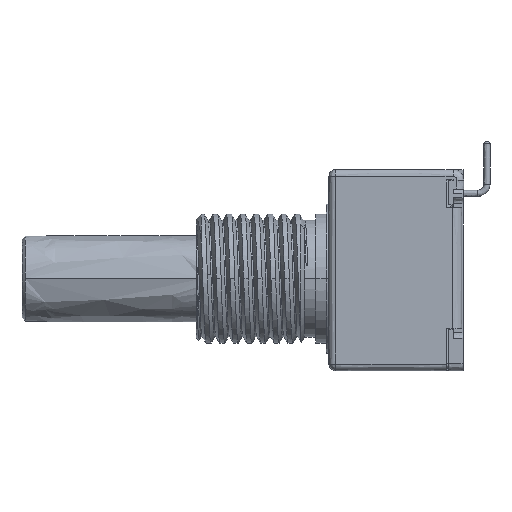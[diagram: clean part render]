
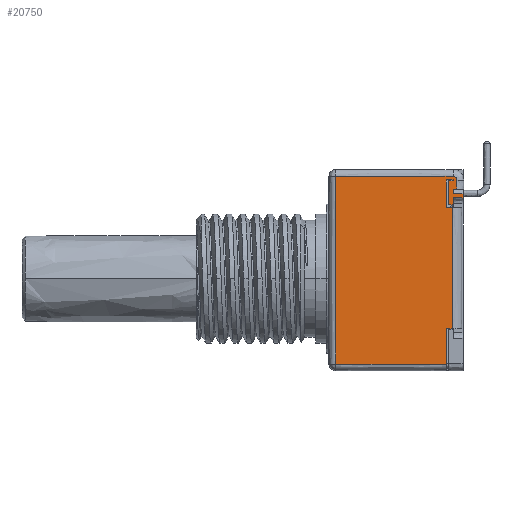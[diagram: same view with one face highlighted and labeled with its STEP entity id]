
A CAD part, left-side view. The second image highlights one B-rep face of the part: STEP entity #20750.
In plain terms, the highlighted free-form (B-spline) face has degree [1, 1] with [2, 2] control points.
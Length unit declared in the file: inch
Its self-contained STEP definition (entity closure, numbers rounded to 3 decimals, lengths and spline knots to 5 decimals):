
#939=DIRECTION('',(0.,0.,1.));
#940=VECTOR('',#939,0.012);
#941=CARTESIAN_POINT('',(-0.2805,-0.006,0.233));
#942=LINE('',#941,#940);
#6150=DIRECTION('',(0.,1.,0.));
#6151=VECTOR('',#6150,0.01031);
#6152=CARTESIAN_POINT('',(-0.2805,0.01169,0.2585));
#6153=LINE('',#6152,#6151);
#6157=DIRECTION('',(0.,0.,1.));
#6158=VECTOR('',#6157,0.0135);
#6159=CARTESIAN_POINT('',(-0.2805,0.022,0.245));
#6160=LINE('',#6159,#6158);
#6164=DIRECTION('',(0.,1.,0.));
#6165=VECTOR('',#6164,0.028);
#6166=CARTESIAN_POINT('',(-0.2805,-0.006,0.245));
#6167=LINE('',#6166,#6165);
#6171=DIRECTION('',(0.,1.,0.));
#6172=VECTOR('',#6171,0.028);
#6173=CARTESIAN_POINT('',(-0.2805,-0.006,0.233));
#6174=LINE('',#6173,#6172);
#6178=DIRECTION('',(0.,0.,1.));
#6179=VECTOR('',#6178,0.02);
#6180=CARTESIAN_POINT('',(-0.2805,0.022,0.213));
#6181=LINE('',#6180,#6179);
#6185=DIRECTION('',(0.,-1.,0.));
#6186=VECTOR('',#6185,0.014);
#6187=CARTESIAN_POINT('',(-0.2805,0.036,0.213));
#6188=LINE('',#6187,#6186);
#6192=DIRECTION('',(0.,0.,1.));
#6193=VECTOR('',#6192,0.07);
#6194=CARTESIAN_POINT('',(-0.2805,0.036,0.213));
#6195=LINE('',#6194,#6193);
#6199=DIRECTION('',(0.,-1.,0.));
#6200=VECTOR('',#6199,0.014);
#6201=CARTESIAN_POINT('',(-0.2805,0.036,0.283));
#6202=LINE('',#6201,#6200);
#6206=DIRECTION('',(0.,0.,1.));
#6207=VECTOR('',#6206,0.001);
#6208=CARTESIAN_POINT('',(-0.2805,0.022,0.283));
#6209=LINE('',#6208,#6207);
#6213=CARTESIAN_POINT('',(-0.2805,0.023,0.284));
#6214=DIRECTION('',(-1.,0.,0.));
#6215=DIRECTION('',(0.,-1.,0.));
#6216=AXIS2_PLACEMENT_3D('',#6213,#6214,#6215);
#6221=DIRECTION('',(0.,1.,0.));
#6222=VECTOR('',#6221,0.019);
#6223=CARTESIAN_POINT('',(-0.2805,0.023,0.285));
#6224=LINE('',#6223,#6222);
#6228=DIRECTION('',(0.,0.,1.));
#6229=VECTOR('',#6228,0.08);
#6230=CARTESIAN_POINT('',(-0.2805,0.042,0.205));
#6231=LINE('',#6230,#6229);
#6235=DIRECTION('',(0.,0.,1.));
#6236=VECTOR('',#6235,0.10131);
#6237=CARTESIAN_POINT('',(-0.2805,0.042,-0.24631));
#6238=LINE('',#6237,#6236);
#6242=CARTESIAN_POINT('',(-0.2805,0.023,0.284));
#6243=DIRECTION('',(1.,0.,0.));
#6244=DIRECTION('',(0.,0.,1.));
#6245=AXIS2_PLACEMENT_3D('',#6242,#6243,#6244);
#6250=DIRECTION('',(0.,0.,-1.));
#6251=VECTOR('',#6250,0.0255);
#6252=CARTESIAN_POINT('',(-0.2805,0.01169,0.284));
#6253=LINE('',#6252,#6251);
#6330=DIRECTION('',(0.,-1.,0.));
#6331=VECTOR('',#6330,0.017);
#6332=CARTESIAN_POINT('',(-0.2805,0.042,-0.145));
#6333=LINE('',#6332,#6331);
#6405=DIRECTION('',(0.,-1.,0.));
#6406=VECTOR('',#6405,0.017);
#6407=CARTESIAN_POINT('',(-0.2805,0.042,0.205));
#6408=LINE('',#6407,#6406);
#6469=DIRECTION('',(0.,0.,1.));
#6470=VECTOR('',#6469,0.35);
#6471=CARTESIAN_POINT('',(-0.2805,0.025,-0.145));
#6472=LINE('',#6471,#6470);
#7038=DIRECTION('',(0.,1.,0.));
#7039=VECTOR('',#7038,0.33831);
#7040=CARTESIAN_POINT('',(-0.2805,0.023,0.29531));
#7041=LINE('',#7040,#7039);
#7084=DIRECTION('',(0.,0.,1.));
#7085=VECTOR('',#7084,0.54163);
#7086=CARTESIAN_POINT('',(-0.2805,0.36131,-0.24631));
#7087=LINE('',#7086,#7085);
#7160=DIRECTION('',(0.,-1.,0.));
#7161=VECTOR('',#7160,0.31931);
#7162=CARTESIAN_POINT('',(-0.2805,0.36131,-0.24631));
#7163=LINE('',#7162,#7161);
#12111=CARTESIAN_POINT('',(-0.2805,0.36131,-0.24631));
#12112=CARTESIAN_POINT('',(-0.2805,0.36131,0.29531));
#12113=VERTEX_POINT('',#12111);
#12114=VERTEX_POINT('',#12112);
#12161=CARTESIAN_POINT('',(-0.2805,0.042,-0.24631));
#12163=VERTEX_POINT('',#12161);
#12213=CARTESIAN_POINT('',(-0.2805,0.025,-0.145));
#12215=VERTEX_POINT('',#12213);
#12219=CARTESIAN_POINT('',(-0.2805,0.025,0.205));
#12221=VERTEX_POINT('',#12219);
#12229=CARTESIAN_POINT('',(-0.2805,0.042,-0.145));
#12230=VERTEX_POINT('',#12229);
#12233=CARTESIAN_POINT('',(-0.2805,0.042,0.205));
#12234=VERTEX_POINT('',#12233);
#12293=CARTESIAN_POINT('',(-0.2805,0.022,0.284));
#12294=CARTESIAN_POINT('',(-0.2805,0.023,0.285));
#12295=VERTEX_POINT('',#12293);
#12296=VERTEX_POINT('',#12294);
#12307=CARTESIAN_POINT('',(-0.2805,0.01169,0.2585));
#12308=VERTEX_POINT('',#12307);
#12309=CARTESIAN_POINT('',(-0.2805,0.023,0.29531));
#12310=VERTEX_POINT('',#12309);
#12311=CARTESIAN_POINT('',(-0.2805,0.01169,0.284));
#12312=VERTEX_POINT('',#12311);
#12373=CARTESIAN_POINT('',(-0.2805,0.042,0.285));
#12374=VERTEX_POINT('',#12373);
#12873=CARTESIAN_POINT('',(-0.2805,-0.006,0.233));
#12874=CARTESIAN_POINT('',(-0.2805,0.022,0.233));
#12875=VERTEX_POINT('',#12873);
#12876=VERTEX_POINT('',#12874);
#12893=CARTESIAN_POINT('',(-0.2805,-0.006,0.245));
#12894=VERTEX_POINT('',#12893);
#12905=CARTESIAN_POINT('',(-0.2805,0.022,0.245));
#12906=VERTEX_POINT('',#12905);
#12929=CARTESIAN_POINT('',(-0.2805,0.036,0.213));
#12930=CARTESIAN_POINT('',(-0.2805,0.036,0.283));
#12931=VERTEX_POINT('',#12929);
#12932=VERTEX_POINT('',#12930);
#12939=CARTESIAN_POINT('',(-0.2805,0.022,0.213));
#12940=VERTEX_POINT('',#12939);
#13709=CARTESIAN_POINT('',(-0.2805,0.022,0.2585));
#13711=VERTEX_POINT('',#13709);
#13717=CARTESIAN_POINT('',(-0.2805,0.022,0.283));
#13719=VERTEX_POINT('',#13717);
#20706=CARTESIAN_POINT('',(-0.2805,-0.01335,-0.25715));
#20707=CARTESIAN_POINT('',(-0.2805,0.36866,-0.25715));
#20708=CARTESIAN_POINT('',(-0.2805,-0.01335,0.30615));
#20709=CARTESIAN_POINT('',(-0.2805,0.36866,0.30615));
#20710=B_SPLINE_SURFACE_WITH_KNOTS('',1,1,((#20706,#20707),(#20708,#20709)),
.UNSPECIFIED.,.F.,.F.,.F.,(2,2),(2,2),(0.00885,0.57215),(
-0.01335,0.36866),.UNSPECIFIED.);
#20712=ORIENTED_EDGE('',*,*,#20711,.T.);
#20713=ORIENTED_EDGE('',*,*,#19391,.F.);
#20715=ORIENTED_EDGE('',*,*,#20714,.F.);
#20716=ORIENTED_EDGE('',*,*,#14148,.F.);
#20718=ORIENTED_EDGE('',*,*,#20717,.T.);
#20719=ORIENTED_EDGE('',*,*,#19309,.F.);
#20721=ORIENTED_EDGE('',*,*,#20720,.F.);
#20722=ORIENTED_EDGE('',*,*,#19581,.T.);
#20723=ORIENTED_EDGE('',*,*,#20015,.T.);
#20725=ORIENTED_EDGE('',*,*,#20724,.T.);
#20727=ORIENTED_EDGE('',*,*,#20726,.T.);
#20729=ORIENTED_EDGE('',*,*,#20728,.T.);
#20730=ORIENTED_EDGE('',*,*,#19858,.F.);
#20732=ORIENTED_EDGE('',*,*,#20731,.T.);
#20734=ORIENTED_EDGE('',*,*,#20733,.F.);
#20736=ORIENTED_EDGE('',*,*,#20735,.F.);
#20737=ORIENTED_EDGE('',*,*,#19882,.F.);
#20739=ORIENTED_EDGE('',*,*,#20738,.F.);
#20741=ORIENTED_EDGE('',*,*,#20740,.T.);
#20743=ORIENTED_EDGE('',*,*,#20742,.F.);
#20745=ORIENTED_EDGE('',*,*,#20744,.T.);
#20747=ORIENTED_EDGE('',*,*,#20746,.T.);
#20748=EDGE_LOOP('',(#20712,#20713,#20715,#20716,#20718,#20719,#20721,#20722,
#20723,#20725,#20727,#20729,#20730,#20732,#20734,#20736,#20737,#20739,#20741,
#20743,#20745,#20747));
#20749=FACE_OUTER_BOUND('',#20748,.F.);
#20750=ADVANCED_FACE('',(#20749),#20710,.T.);
#6217=CIRCLE('',#6216,0.001);
#6246=CIRCLE('',#6245,0.01131);
#14148=EDGE_CURVE('',#12875,#12894,#942,.T.);
#19309=EDGE_CURVE('',#12940,#12876,#6181,.T.);
#19391=EDGE_CURVE('',#12906,#13711,#6160,.T.);
#19581=EDGE_CURVE('',#12931,#12932,#6195,.T.);
#19858=EDGE_CURVE('',#12234,#12374,#6231,.T.);
#19882=EDGE_CURVE('',#12163,#12230,#6238,.T.);
#20015=EDGE_CURVE('',#12932,#13719,#6202,.T.);
#20711=EDGE_CURVE('',#12308,#13711,#6153,.T.);
#20714=EDGE_CURVE('',#12894,#12906,#6167,.T.);
#20717=EDGE_CURVE('',#12875,#12876,#6174,.T.);
#20720=EDGE_CURVE('',#12931,#12940,#6188,.T.);
#20724=EDGE_CURVE('',#13719,#12295,#6209,.T.);
#20726=EDGE_CURVE('',#12295,#12296,#6217,.T.);
#20728=EDGE_CURVE('',#12296,#12374,#6224,.T.);
#20731=EDGE_CURVE('',#12234,#12221,#6408,.T.);
#20733=EDGE_CURVE('',#12215,#12221,#6472,.T.);
#20735=EDGE_CURVE('',#12230,#12215,#6333,.T.);
#20738=EDGE_CURVE('',#12113,#12163,#7163,.T.);
#20740=EDGE_CURVE('',#12113,#12114,#7087,.T.);
#20742=EDGE_CURVE('',#12310,#12114,#7041,.T.);
#20744=EDGE_CURVE('',#12310,#12312,#6246,.T.);
#20746=EDGE_CURVE('',#12312,#12308,#6253,.T.);
